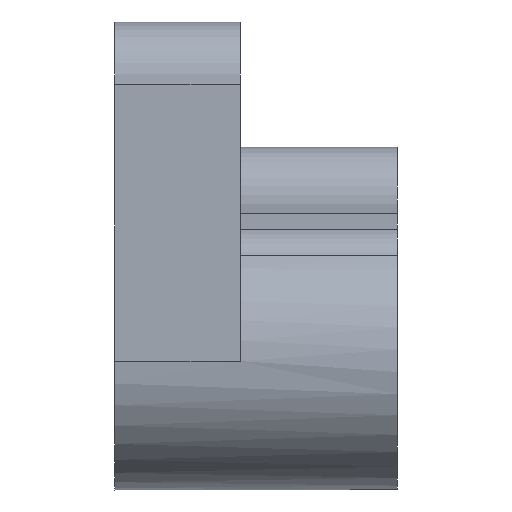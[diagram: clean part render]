
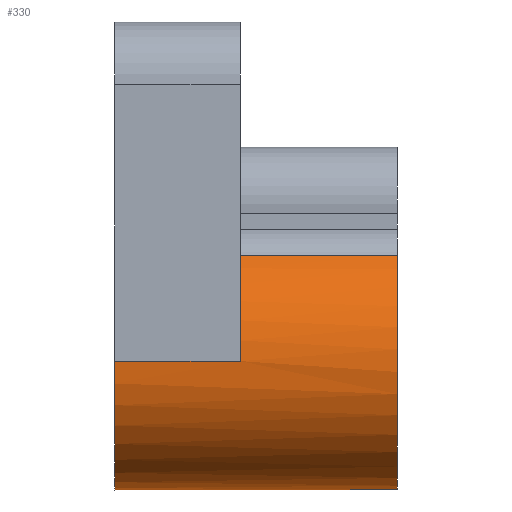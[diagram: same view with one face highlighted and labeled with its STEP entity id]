
A CAD part, left-side view. The second image highlights one B-rep face of the part: STEP entity #330.
In plain terms, the highlighted cylindrical face has radius 4.1 mm (diameter 8.2 mm), a partial arc.
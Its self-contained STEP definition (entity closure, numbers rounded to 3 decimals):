
#30=FACE_OUTER_BOUND('',#48,.T.);
#48=EDGE_LOOP('',(#235,#236,#237,#238,#239,#240,#241,#242));
#65=LINE('',#505,#95);
#71=LINE('',#523,#101);
#72=LINE('',#528,#102);
#73=LINE('',#532,#103);
#95=VECTOR('',#401,10.);
#101=VECTOR('',#417,10.);
#102=VECTOR('',#422,10.);
#103=VECTOR('',#425,10.);
#129=CIRCLE('',#367,4.1);
#130=CIRCLE('',#368,4.1);
#131=CIRCLE('',#369,4.1);
#132=CIRCLE('',#370,4.1);
#143=VERTEX_POINT('',#501);
#145=VERTEX_POINT('',#504);
#150=VERTEX_POINT('',#517);
#152=VERTEX_POINT('',#521);
#153=VERTEX_POINT('',#525);
#154=VERTEX_POINT('',#527);
#155=VERTEX_POINT('',#529);
#156=VERTEX_POINT('',#531);
#176=EDGE_CURVE('',#143,#145,#65,.T.);
#185=EDGE_CURVE('',#152,#150,#71,.T.);
#186=EDGE_CURVE('',#153,#143,#129,.T.);
#187=EDGE_CURVE('',#153,#154,#72,.T.);
#188=EDGE_CURVE('',#155,#154,#130,.T.);
#189=EDGE_CURVE('',#156,#155,#73,.T.);
#190=EDGE_CURVE('',#150,#156,#131,.T.);
#191=EDGE_CURVE('',#152,#145,#132,.T.);
#235=ORIENTED_EDGE('',*,*,#176,.F.);
#236=ORIENTED_EDGE('',*,*,#186,.F.);
#237=ORIENTED_EDGE('',*,*,#187,.T.);
#238=ORIENTED_EDGE('',*,*,#188,.F.);
#239=ORIENTED_EDGE('',*,*,#189,.F.);
#240=ORIENTED_EDGE('',*,*,#190,.F.);
#241=ORIENTED_EDGE('',*,*,#185,.F.);
#242=ORIENTED_EDGE('',*,*,#191,.T.);
#321=CYLINDRICAL_SURFACE('',#366,4.1);
#330=ADVANCED_FACE('',(#30),#321,.T.);
#366=AXIS2_PLACEMENT_3D('',#524,#418,#419);
#367=AXIS2_PLACEMENT_3D('',#526,#420,#421);
#368=AXIS2_PLACEMENT_3D('',#530,#423,#424);
#369=AXIS2_PLACEMENT_3D('',#533,#426,#427);
#370=AXIS2_PLACEMENT_3D('',#534,#428,#429);
#401=DIRECTION('',(0.,-1.,0.));
#417=DIRECTION('',(0.,1.,0.));
#418=DIRECTION('center_axis',(0.,1.,0.));
#419=DIRECTION('ref_axis',(0.,0.,-1.));
#420=DIRECTION('center_axis',(0.,1.,0.));
#421=DIRECTION('ref_axis',(-1.,0.,0.));
#422=DIRECTION('',(0.,1.,0.));
#423=DIRECTION('center_axis',(0.,1.,0.));
#424=DIRECTION('ref_axis',(-1.,0.,0.));
#425=DIRECTION('',(0.,1.,0.));
#426=DIRECTION('center_axis',(0.,1.,0.));
#427=DIRECTION('ref_axis',(-1.,0.,0.));
#428=DIRECTION('center_axis',(0.,1.,0.));
#429=DIRECTION('ref_axis',(-1.,0.,0.));
#501=CARTESIAN_POINT('',(94.669,35.242,-90.78));
#504=CARTESIAN_POINT('',(94.669,30.242,-90.78));
#505=CARTESIAN_POINT('',(94.669,30.242,-90.78));
#517=CARTESIAN_POINT('',(99.331,35.242,-90.78));
#521=CARTESIAN_POINT('',(99.331,30.242,-90.78));
#523=CARTESIAN_POINT('',(99.331,30.242,-90.78));
#524=CARTESIAN_POINT('Origin',(97.,30.242,-94.153));
#525=CARTESIAN_POINT('',(92.9,35.242,-94.153));
#526=CARTESIAN_POINT('Origin',(97.,35.242,-94.153));
#527=CARTESIAN_POINT('',(92.9,39.242,-94.153));
#528=CARTESIAN_POINT('',(92.9,35.242,-94.153));
#529=CARTESIAN_POINT('',(101.1,39.242,-94.153));
#530=CARTESIAN_POINT('Origin',(97.,39.242,-94.153));
#531=CARTESIAN_POINT('',(101.1,35.242,-94.153));
#532=CARTESIAN_POINT('',(101.1,35.242,-94.153));
#533=CARTESIAN_POINT('Origin',(97.,35.242,-94.153));
#534=CARTESIAN_POINT('Origin',(97.,30.242,-94.153));
